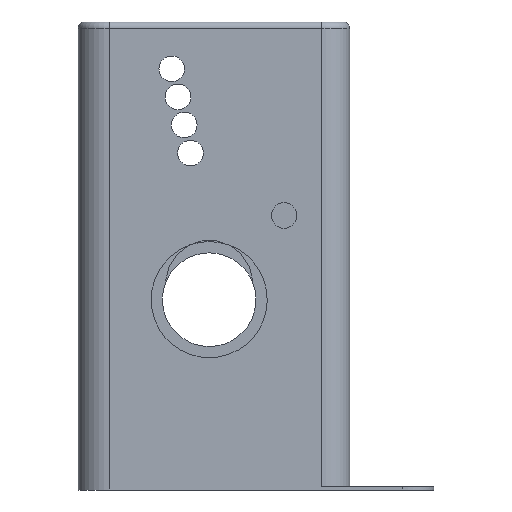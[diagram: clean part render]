
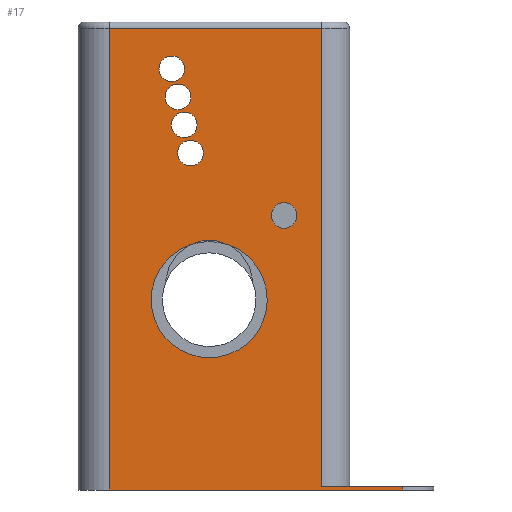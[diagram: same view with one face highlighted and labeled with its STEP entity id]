
A CAD part, left-side view. The second image highlights one B-rep face of the part: STEP entity #17.
In plain terms, the highlighted planar face has unit normal (-1, 0, 0).
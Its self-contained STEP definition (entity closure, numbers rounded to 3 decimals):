
#17 = ADVANCED_FACE('',(#18,#76,#170,#181,#192,#203,#214),#225,.F.);
#18 = FACE_BOUND('',#19,.F.);
#19 = EDGE_LOOP('',(#20,#30,#38,#46,#54,#62,#70));
#20 = ORIENTED_EDGE('',*,*,#21,.F.);
#21 = EDGE_CURVE('',#22,#24,#26,.T.);
#22 = VERTEX_POINT('',#23);
#23 = CARTESIAN_POINT('',(0.,-20.,1.));
#24 = VERTEX_POINT('',#25);
#25 = CARTESIAN_POINT('',(0.,-3.,1.));
#26 = LINE('',#27,#28);
#27 = CARTESIAN_POINT('',(0.,-30.,1.));
#28 = VECTOR('',#29,1.);
#29 = DIRECTION('',(0.,1.,0.));
#30 = ORIENTED_EDGE('',*,*,#31,.F.);
#31 = EDGE_CURVE('',#32,#22,#34,.T.);
#32 = VERTEX_POINT('',#33);
#33 = CARTESIAN_POINT('',(0.,-20.,0.));
#34 = LINE('',#35,#36);
#35 = CARTESIAN_POINT('',(0.,-20.,0.));
#36 = VECTOR('',#37,1.);
#37 = DIRECTION('',(0.,0.,1.));
#38 = ORIENTED_EDGE('',*,*,#39,.T.);
#39 = EDGE_CURVE('',#32,#40,#42,.T.);
#40 = VERTEX_POINT('',#41);
#41 = CARTESIAN_POINT('',(0.,74.,0.));
#42 = LINE('',#43,#44);
#43 = CARTESIAN_POINT('',(0.,-30.,0.));
#44 = VECTOR('',#45,1.);
#45 = DIRECTION('',(0.,1.,0.));
#46 = ORIENTED_EDGE('',*,*,#47,.T.);
#47 = EDGE_CURVE('',#40,#48,#50,.T.);
#48 = VERTEX_POINT('',#49);
#49 = CARTESIAN_POINT('',(0.,74.,148.));
#50 = LINE('',#51,#52);
#51 = CARTESIAN_POINT('',(0.,74.,0.));
#52 = VECTOR('',#53,1.);
#53 = DIRECTION('',(0.,0.,1.));
#54 = ORIENTED_EDGE('',*,*,#55,.F.);
#55 = EDGE_CURVE('',#56,#48,#58,.T.);
#56 = VERTEX_POINT('',#57);
#57 = CARTESIAN_POINT('',(0.,6.,148.));
#58 = LINE('',#59,#60);
#59 = CARTESIAN_POINT('',(0.,-3.,148.));
#60 = VECTOR('',#61,1.);
#61 = DIRECTION('',(0.,1.,0.));
#62 = ORIENTED_EDGE('',*,*,#63,.F.);
#63 = EDGE_CURVE('',#64,#56,#66,.T.);
#64 = VERTEX_POINT('',#65);
#65 = CARTESIAN_POINT('',(0.,6.,1.));
#66 = LINE('',#67,#68);
#67 = CARTESIAN_POINT('',(0.,6.,1.));
#68 = VECTOR('',#69,1.);
#69 = DIRECTION('',(0.,0.,1.));
#70 = ORIENTED_EDGE('',*,*,#71,.F.);
#71 = EDGE_CURVE('',#24,#64,#72,.T.);
#72 = LINE('',#73,#74);
#73 = CARTESIAN_POINT('',(0.,-30.,1.));
#74 = VECTOR('',#75,1.);
#75 = DIRECTION('',(-0.,1.,-0.));
#76 = FACE_BOUND('',#77,.F.);
#77 = EDGE_LOOP('',(#78,#89,#97,#105,#114,#122,#130,#138,#147,#155,#163)
  );
#78 = ORIENTED_EDGE('',*,*,#79,.F.);
#79 = EDGE_CURVE('',#80,#82,#84,.T.);
#80 = VERTEX_POINT('',#81);
#81 = CARTESIAN_POINT('',(0.,35.319,
    78.359));
#82 = VERTEX_POINT('',#83);
#83 = CARTESIAN_POINT('',(0.,42.,42.4));
#84 = CIRCLE('',#85,18.6);
#85 = AXIS2_PLACEMENT_3D('',#86,#87,#88);
#86 = CARTESIAN_POINT('',(0.,42.,61.));
#87 = DIRECTION('',(1.,-0.,0.));
#88 = DIRECTION('',(0.,0.,-1.));
#89 = ORIENTED_EDGE('',*,*,#90,.F.);
#90 = EDGE_CURVE('',#91,#80,#93,.T.);
#91 = VERTEX_POINT('',#92);
#92 = CARTESIAN_POINT('',(0.,35.337,
    78.373));
#93 = LINE('',#94,#95);
#94 = CARTESIAN_POINT('',(0.,35.337,
    78.373));
#95 = VECTOR('',#96,1.);
#96 = DIRECTION('',(0.,-0.789,-0.614));
#97 = ORIENTED_EDGE('',*,*,#98,.F.);
#98 = EDGE_CURVE('',#99,#91,#101,.T.);
#99 = VERTEX_POINT('',#100);
#100 = CARTESIAN_POINT('',(0.,35.55,
    78.446));
#101 = LINE('',#102,#103);
#102 = CARTESIAN_POINT('',(0.,39.696,
    79.869));
#103 = VECTOR('',#104,1.);
#104 = DIRECTION('',(0.,-0.946,-0.325)
  );
#105 = ORIENTED_EDGE('',*,*,#106,.F.);
#106 = EDGE_CURVE('',#107,#99,#109,.T.);
#107 = VERTEX_POINT('',#108);
#108 = CARTESIAN_POINT('',(0.,36.374,
    78.729));
#109 = CIRCLE('',#110,18.6);
#110 = AXIS2_PLACEMENT_3D('',#111,#112,#113);
#111 = CARTESIAN_POINT('',(0.,42.,61.));
#112 = DIRECTION('',(1.,-0.,0.));
#113 = DIRECTION('',(0.,0.,-1.));
#114 = ORIENTED_EDGE('',*,*,#115,.F.);
#115 = EDGE_CURVE('',#116,#107,#118,.T.);
#116 = VERTEX_POINT('',#117);
#117 = CARTESIAN_POINT('',(0.,39.696,
    79.869));
#118 = LINE('',#119,#120);
#119 = CARTESIAN_POINT('',(0.,39.696,
    79.869));
#120 = VECTOR('',#121,1.);
#121 = DIRECTION('',(0.,-0.946,-0.325)
  );
#122 = ORIENTED_EDGE('',*,*,#123,.F.);
#123 = EDGE_CURVE('',#124,#116,#126,.T.);
#124 = VERTEX_POINT('',#125);
#125 = CARTESIAN_POINT('',(0.,44.304,
    79.869));
#126 = LINE('',#127,#128);
#127 = CARTESIAN_POINT('',(0.,44.304,
    79.869));
#128 = VECTOR('',#129,1.);
#129 = DIRECTION('',(0.,-1.,0.));
#130 = ORIENTED_EDGE('',*,*,#131,.F.);
#131 = EDGE_CURVE('',#132,#124,#134,.T.);
#132 = VERTEX_POINT('',#133);
#133 = CARTESIAN_POINT('',(0.,47.626,
    78.729));
#134 = LINE('',#135,#136);
#135 = CARTESIAN_POINT('',(0.,48.663,
    78.373));
#136 = VECTOR('',#137,1.);
#137 = DIRECTION('',(0.,-0.946,0.325)
  );
#138 = ORIENTED_EDGE('',*,*,#139,.F.);
#139 = EDGE_CURVE('',#140,#132,#142,.T.);
#140 = VERTEX_POINT('',#141);
#141 = CARTESIAN_POINT('',(0.,48.45,
    78.446));
#142 = CIRCLE('',#143,18.6);
#143 = AXIS2_PLACEMENT_3D('',#144,#145,#146);
#144 = CARTESIAN_POINT('',(0.,42.,61.));
#145 = DIRECTION('',(1.,-0.,0.));
#146 = DIRECTION('',(0.,0.,-1.));
#147 = ORIENTED_EDGE('',*,*,#148,.F.);
#148 = EDGE_CURVE('',#149,#140,#151,.T.);
#149 = VERTEX_POINT('',#150);
#150 = CARTESIAN_POINT('',(0.,48.663,
    78.373));
#151 = LINE('',#152,#153);
#152 = CARTESIAN_POINT('',(0.,48.663,
    78.373));
#153 = VECTOR('',#154,1.);
#154 = DIRECTION('',(0.,-0.946,0.325)
  );
#155 = ORIENTED_EDGE('',*,*,#156,.F.);
#156 = EDGE_CURVE('',#157,#149,#159,.T.);
#157 = VERTEX_POINT('',#158);
#158 = CARTESIAN_POINT('',(0.,48.681,
    78.359));
#159 = LINE('',#160,#161);
#160 = CARTESIAN_POINT('',(0.,52.3,
    75.542));
#161 = VECTOR('',#162,1.);
#162 = DIRECTION('',(0.,-0.789,0.614)
  );
#163 = ORIENTED_EDGE('',*,*,#164,.F.);
#164 = EDGE_CURVE('',#82,#157,#165,.T.);
#165 = CIRCLE('',#166,18.6);
#166 = AXIS2_PLACEMENT_3D('',#167,#168,#169);
#167 = CARTESIAN_POINT('',(0.,42.,61.));
#168 = DIRECTION('',(1.,-0.,0.));
#169 = DIRECTION('',(0.,0.,-1.));
#170 = FACE_BOUND('',#171,.F.);
#171 = EDGE_LOOP('',(#172));
#172 = ORIENTED_EDGE('',*,*,#173,.F.);
#173 = EDGE_CURVE('',#174,#174,#176,.T.);
#174 = VERTEX_POINT('',#175);
#175 = CARTESIAN_POINT('',(0.,52.,121.9));
#176 = CIRCLE('',#177,4.1);
#177 = AXIS2_PLACEMENT_3D('',#178,#179,#180);
#178 = CARTESIAN_POINT('',(0.,52.,126.));
#179 = DIRECTION('',(1.,-0.,0.));
#180 = DIRECTION('',(0.,0.,-1.));
#181 = FACE_BOUND('',#182,.F.);
#182 = EDGE_LOOP('',(#183));
#183 = ORIENTED_EDGE('',*,*,#184,.F.);
#184 = EDGE_CURVE('',#185,#185,#187,.T.);
#185 = VERTEX_POINT('',#186);
#186 = CARTESIAN_POINT('',(0.,50.,112.9));
#187 = CIRCLE('',#188,4.1);
#188 = AXIS2_PLACEMENT_3D('',#189,#190,#191);
#189 = CARTESIAN_POINT('',(0.,50.,117.));
#190 = DIRECTION('',(1.,-0.,0.));
#191 = DIRECTION('',(0.,0.,-1.));
#192 = FACE_BOUND('',#193,.F.);
#193 = EDGE_LOOP('',(#194));
#194 = ORIENTED_EDGE('',*,*,#195,.F.);
#195 = EDGE_CURVE('',#196,#196,#198,.T.);
#196 = VERTEX_POINT('',#197);
#197 = CARTESIAN_POINT('',(0.,54.,130.9));
#198 = CIRCLE('',#199,4.1);
#199 = AXIS2_PLACEMENT_3D('',#200,#201,#202);
#200 = CARTESIAN_POINT('',(0.,54.,135.));
#201 = DIRECTION('',(1.,-0.,0.));
#202 = DIRECTION('',(0.,0.,-1.));
#203 = FACE_BOUND('',#204,.F.);
#204 = EDGE_LOOP('',(#205));
#205 = ORIENTED_EDGE('',*,*,#206,.F.);
#206 = EDGE_CURVE('',#207,#207,#209,.T.);
#207 = VERTEX_POINT('',#208);
#208 = CARTESIAN_POINT('',(0.,48.,103.9));
#209 = CIRCLE('',#210,4.1);
#210 = AXIS2_PLACEMENT_3D('',#211,#212,#213);
#211 = CARTESIAN_POINT('',(0.,48.,108.));
#212 = DIRECTION('',(1.,-0.,0.));
#213 = DIRECTION('',(0.,0.,-1.));
#214 = FACE_BOUND('',#215,.F.);
#215 = EDGE_LOOP('',(#216));
#216 = ORIENTED_EDGE('',*,*,#217,.F.);
#217 = EDGE_CURVE('',#218,#218,#220,.T.);
#218 = VERTEX_POINT('',#219);
#219 = CARTESIAN_POINT('',(0.,18.,83.9));
#220 = CIRCLE('',#221,4.1);
#221 = AXIS2_PLACEMENT_3D('',#222,#223,#224);
#222 = CARTESIAN_POINT('',(0.,18.,88.));
#223 = DIRECTION('',(1.,-0.,0.));
#224 = DIRECTION('',(0.,0.,-1.));
#225 = PLANE('',#226);
#226 = AXIS2_PLACEMENT_3D('',#227,#228,#229);
#227 = CARTESIAN_POINT('',(0.,-30.,0.));
#228 = DIRECTION('',(1.,0.,0.));
#229 = DIRECTION('',(0.,0.,1.));
